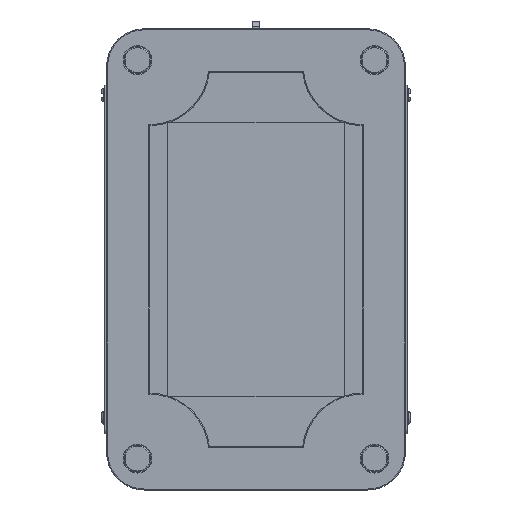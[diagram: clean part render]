
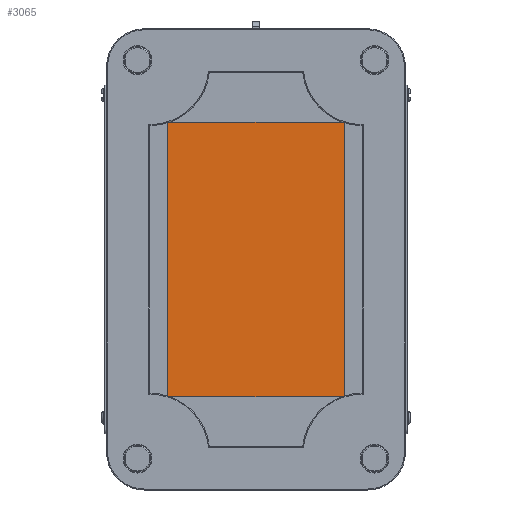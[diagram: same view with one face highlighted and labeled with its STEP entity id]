
A CAD part, front view. The second image highlights one B-rep face of the part: STEP entity #3065.
In plain terms, the highlighted planar face has unit normal (0, -1, 0).
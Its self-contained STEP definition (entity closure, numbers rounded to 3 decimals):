
#248 = ORIENTED_EDGE ( 'NONE', *, *, #1565, .T. ) ;
#760 = VECTOR ( 'NONE', #9825, 1000. ) ;
#989 = EDGE_LOOP ( 'NONE', ( #5814, #248, #16506, #17276 ) ) ;
#1136 = CARTESIAN_POINT ( 'NONE',  ( 22.5, -38.13, 35. ) ) ;
#1318 = VERTEX_POINT ( 'NONE', #1136 ) ;
#1334 = CARTESIAN_POINT ( 'NONE',  ( 22.5, -38.13, 35. ) ) ;
#1483 = DIRECTION ( 'NONE',  ( -1., 0., 0. ) ) ;
#1565 = EDGE_CURVE ( 'NONE', #13156, #15174, #18630, .T. ) ;
#2272 = EDGE_CURVE ( 'NONE', #14627, #13156, #22152, .T. ) ;
#3065 = ADVANCED_FACE ( 'NONE', ( #20319 ), #9385, .T. ) ;
#3615 = DIRECTION ( 'NONE',  ( 0., 0., 1. ) ) ;
#3683 = CARTESIAN_POINT ( 'NONE',  ( 22.5, -38.13, -35. ) ) ;
#5814 = ORIENTED_EDGE ( 'NONE', *, *, #2272, .T. ) ;
#6668 = EDGE_CURVE ( 'NONE', #1318, #14627, #12442, .T. ) ;
#9308 = DIRECTION ( 'NONE',  ( 0., 0., -1. ) ) ;
#9356 = CARTESIAN_POINT ( 'NONE',  ( 0., -38.13, 0. ) ) ;
#9385 = PLANE ( 'NONE',  #12154 ) ;
#9825 = DIRECTION ( 'NONE',  ( 1., 0., 0. ) ) ;
#9883 = CARTESIAN_POINT ( 'NONE',  ( 22.5, -38.13, -35. ) ) ;
#11155 = CARTESIAN_POINT ( 'NONE',  ( -22.5, -38.13, -35. ) ) ;
#11348 = VECTOR ( 'NONE', #1483, 1000. ) ;
#12154 = AXIS2_PLACEMENT_3D ( 'NONE', #9356, #13346, #9308 ) ;
#12442 = LINE ( 'NONE', #1334, #11348 ) ;
#12663 = CARTESIAN_POINT ( 'NONE',  ( -22.5, -38.13, 35. ) ) ;
#13156 = VERTEX_POINT ( 'NONE', #11155 ) ;
#13346 = DIRECTION ( 'NONE',  ( 0., -1., 0. ) ) ;
#14627 = VERTEX_POINT ( 'NONE', #12663 ) ;
#15174 = VERTEX_POINT ( 'NONE', #3683 ) ;
#15508 = VECTOR ( 'NONE', #3615, 1000. ) ;
#16506 = ORIENTED_EDGE ( 'NONE', *, *, #20358, .T. ) ;
#17077 = CARTESIAN_POINT ( 'NONE',  ( -22.5, -38.13, -35. ) ) ;
#17176 = DIRECTION ( 'NONE',  ( 0., 0., -1. ) ) ;
#17276 = ORIENTED_EDGE ( 'NONE', *, *, #6668, .T. ) ;
#17457 = CARTESIAN_POINT ( 'NONE',  ( 22.5, -38.13, -35. ) ) ;
#18630 = LINE ( 'NONE', #9883, #760 ) ;
#20319 = FACE_OUTER_BOUND ( 'NONE', #989, .T. ) ;
#20358 = EDGE_CURVE ( 'NONE', #15174, #1318, #20449, .T. ) ;
#20449 = LINE ( 'NONE', #17457, #15508 ) ;
#21649 = VECTOR ( 'NONE', #17176, 1000. ) ;
#22152 = LINE ( 'NONE', #17077, #21649 ) ;
